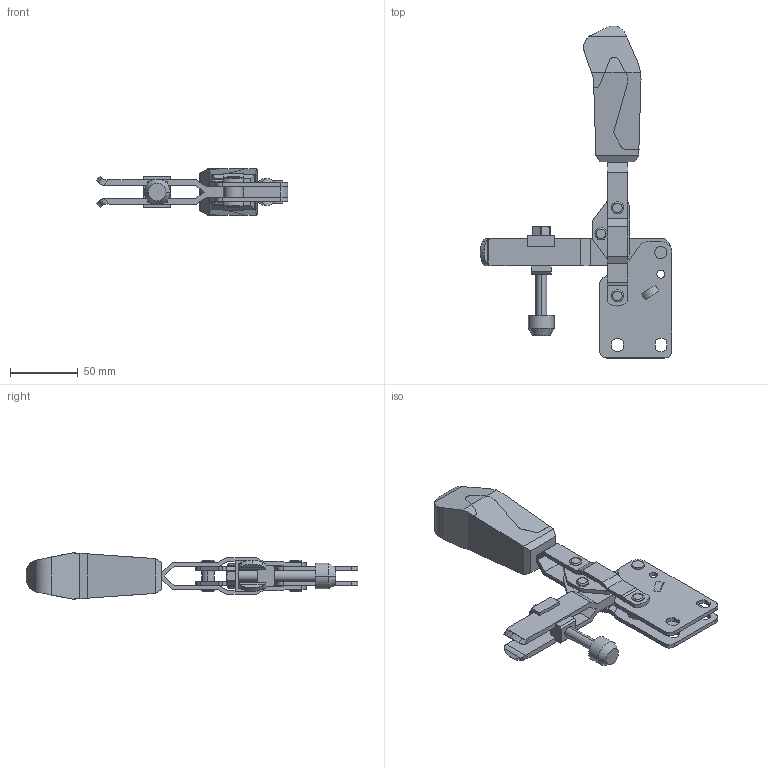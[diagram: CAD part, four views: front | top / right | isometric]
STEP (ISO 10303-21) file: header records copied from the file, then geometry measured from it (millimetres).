
FILE_DESCRIPTION (( 'STEP AP214' ), '1' );
FILE_NAME ('EH 23330.0015.STEP', '2019-10-25T06:13:01', ( '' ), ( '' ), 'SwSTEP 2.0', 'SolidWorks 2019', '' );
FILE_SCHEMA (( 'AUTOMOTIVE_DESIGN' ));
Length unit declared in the file: millimetre
Products named in the file (8): EH 23330.0015; _140137.stp; _90043-6_0.stp; _146258.stp; _557248.stp; _90041-2.stp; _90241-1.stp; _90043-3_0.stp
Assembly tree (7 placements, depth 2):
  EH 23330.0015
    _90241-1.stp
    _90041-2.stp
    _140137.stp
    _146258.stp
    _90043-3_0.stp
    _90043-6_0.stp
    _557248.stp
Bounding box: 140.86 x 244.2 x 34.1 mm (x, y, z)
Volume: 169639.2 mm3; surface area: 63588.8 mm2
Topology: 7 solids, 8 shells, 365 faces, 939 edges, 615 vertices
Faces by surface type: plane 186, cylinder 143, cone 20, torus 16
Entity records: 12373 total; most frequent: CARTESIAN_POINT 2413, DIRECTION 1920, ORIENTED_EDGE 1878, EDGE_CURVE 939, AXIS2_PLACEMENT_3D 674, VERTEX_POINT 615, VECTOR 572, LINE 572
